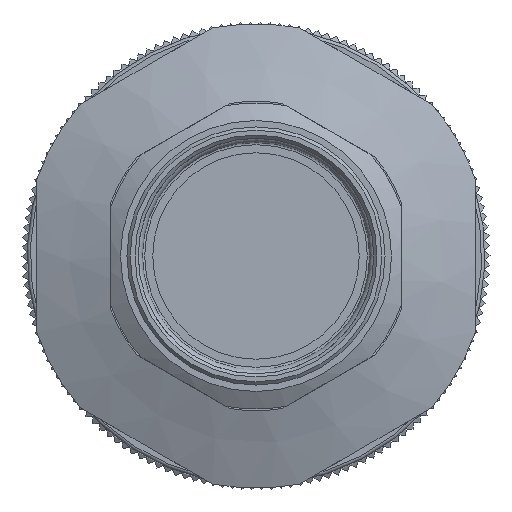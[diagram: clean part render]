
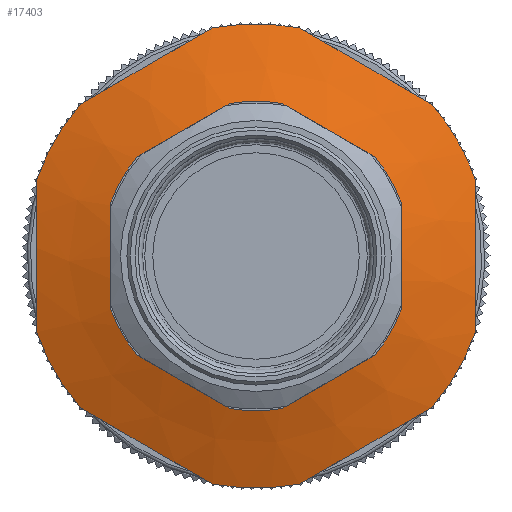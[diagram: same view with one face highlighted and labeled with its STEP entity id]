
A CAD part, left-side view. The second image highlights one B-rep face of the part: STEP entity #17403.
In plain terms, the highlighted conical face has half-angle 70 degrees and reference radius 29.05 mm.
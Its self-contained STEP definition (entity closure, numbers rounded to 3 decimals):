
#616=(
BOUNDED_CURVE()
B_SPLINE_CURVE(2,(#36561,#36562,#36563),.UNSPECIFIED.,.F.,.F.)
B_SPLINE_CURVE_WITH_KNOTS((3,3),(0.,2.371),.UNSPECIFIED.)
CURVE()
GEOMETRIC_REPRESENTATION_ITEM()
RATIONAL_B_SPLINE_CURVE((1.,1.059,1.))
REPRESENTATION_ITEM('')
);
#618=(
BOUNDED_CURVE()
B_SPLINE_CURVE(2,(#36574,#36575,#36576),.UNSPECIFIED.,.F.,.F.)
B_SPLINE_CURVE_WITH_KNOTS((3,3),(0.,2.371),.UNSPECIFIED.)
CURVE()
GEOMETRIC_REPRESENTATION_ITEM()
RATIONAL_B_SPLINE_CURVE((1.,1.059,1.))
REPRESENTATION_ITEM('')
);
#620=(
BOUNDED_CURVE()
B_SPLINE_CURVE(2,(#36587,#36588,#36589),.UNSPECIFIED.,.F.,.F.)
B_SPLINE_CURVE_WITH_KNOTS((3,3),(0.,2.371),.UNSPECIFIED.)
CURVE()
GEOMETRIC_REPRESENTATION_ITEM()
RATIONAL_B_SPLINE_CURVE((1.,1.059,1.))
REPRESENTATION_ITEM('')
);
#622=(
BOUNDED_CURVE()
B_SPLINE_CURVE(2,(#36600,#36601,#36602),.UNSPECIFIED.,.F.,.F.)
B_SPLINE_CURVE_WITH_KNOTS((3,3),(0.,2.371),.UNSPECIFIED.)
CURVE()
GEOMETRIC_REPRESENTATION_ITEM()
RATIONAL_B_SPLINE_CURVE((1.,1.059,1.))
REPRESENTATION_ITEM('')
);
#624=(
BOUNDED_CURVE()
B_SPLINE_CURVE(2,(#36613,#36614,#36615),.UNSPECIFIED.,.F.,.F.)
B_SPLINE_CURVE_WITH_KNOTS((3,3),(0.,2.371),.UNSPECIFIED.)
CURVE()
GEOMETRIC_REPRESENTATION_ITEM()
RATIONAL_B_SPLINE_CURVE((1.,1.059,1.))
REPRESENTATION_ITEM('')
);
#626=(
BOUNDED_CURVE()
B_SPLINE_CURVE(2,(#36626,#36627,#36628),.UNSPECIFIED.,.F.,.F.)
B_SPLINE_CURVE_WITH_KNOTS((3,3),(0.,2.371),.UNSPECIFIED.)
CURVE()
GEOMETRIC_REPRESENTATION_ITEM()
RATIONAL_B_SPLINE_CURVE((1.,1.059,1.))
REPRESENTATION_ITEM('')
);
#2573=LINE('',#36664,#3524);
#3524=VECTOR('',#20901,29.05);
#3584=CONICAL_SURFACE('',#18275,29.05,1.222);
#5426=FACE_OUTER_BOUND('',#6398,.T.);
#6398=EDGE_LOOP('',(#15735,#15736,#15737,#15738,#15739,#15740,#15741,#15742,
#15743,#15744,#15745,#15746,#15747,#15748,#15749,#15750,#15751));
#6692=CIRCLE('',#18228,22.1);
#6693=CIRCLE('',#18229,22.1);
#6705=CIRCLE('',#18265,36.);
#6706=CIRCLE('',#18266,36.);
#6707=CIRCLE('',#18268,36.);
#6708=CIRCLE('',#18270,36.);
#6709=CIRCLE('',#18272,36.);
#6710=CIRCLE('',#18274,36.);
#6711=CIRCLE('',#18276,36.);
#8346=VERTEX_POINT('',#36533);
#8347=VERTEX_POINT('',#36534);
#8350=VERTEX_POINT('',#36559);
#8351=VERTEX_POINT('',#36560);
#8354=VERTEX_POINT('',#36572);
#8355=VERTEX_POINT('',#36573);
#8358=VERTEX_POINT('',#36585);
#8359=VERTEX_POINT('',#36586);
#8362=VERTEX_POINT('',#36598);
#8363=VERTEX_POINT('',#36599);
#8366=VERTEX_POINT('',#36611);
#8367=VERTEX_POINT('',#36612);
#8370=VERTEX_POINT('',#36624);
#8371=VERTEX_POINT('',#36625);
#8377=VERTEX_POINT('',#36651);
#10813=EDGE_CURVE('',#8346,#8347,#6692,.T.);
#10814=EDGE_CURVE('',#8347,#8346,#6693,.T.);
#10818=EDGE_CURVE('',#8350,#8351,#616,.T.);
#10822=EDGE_CURVE('',#8354,#8355,#618,.T.);
#10826=EDGE_CURVE('',#8358,#8359,#620,.T.);
#10830=EDGE_CURVE('',#8362,#8363,#622,.T.);
#10834=EDGE_CURVE('',#8366,#8367,#624,.T.);
#10838=EDGE_CURVE('',#8370,#8371,#626,.T.);
#10852=EDGE_CURVE('',#8350,#8377,#6705,.T.);
#10853=EDGE_CURVE('',#8377,#8371,#6706,.T.);
#10854=EDGE_CURVE('',#8370,#8367,#6707,.T.);
#10855=EDGE_CURVE('',#8366,#8363,#6708,.T.);
#10856=EDGE_CURVE('',#8362,#8359,#6709,.T.);
#10857=EDGE_CURVE('',#8358,#8355,#6710,.T.);
#10858=EDGE_CURVE('',#8354,#8351,#6711,.T.);
#10859=EDGE_CURVE('',#8377,#8347,#2573,.T.);
#15735=ORIENTED_EDGE('',*,*,#10818,.T.);
#15736=ORIENTED_EDGE('',*,*,#10858,.F.);
#15737=ORIENTED_EDGE('',*,*,#10822,.T.);
#15738=ORIENTED_EDGE('',*,*,#10857,.F.);
#15739=ORIENTED_EDGE('',*,*,#10826,.T.);
#15740=ORIENTED_EDGE('',*,*,#10856,.F.);
#15741=ORIENTED_EDGE('',*,*,#10830,.T.);
#15742=ORIENTED_EDGE('',*,*,#10855,.F.);
#15743=ORIENTED_EDGE('',*,*,#10834,.T.);
#15744=ORIENTED_EDGE('',*,*,#10854,.F.);
#15745=ORIENTED_EDGE('',*,*,#10838,.T.);
#15746=ORIENTED_EDGE('',*,*,#10853,.F.);
#15747=ORIENTED_EDGE('',*,*,#10859,.T.);
#15748=ORIENTED_EDGE('',*,*,#10814,.T.);
#15749=ORIENTED_EDGE('',*,*,#10813,.T.);
#15750=ORIENTED_EDGE('',*,*,#10859,.F.);
#15751=ORIENTED_EDGE('',*,*,#10852,.F.);
#17403=ADVANCED_FACE('',(#5426),#3584,.T.);
#18228=AXIS2_PLACEMENT_3D('',#36535,#20789,#20790);
#18229=AXIS2_PLACEMENT_3D('',#36536,#20791,#20792);
#18265=AXIS2_PLACEMENT_3D('',#36652,#20877,#20878);
#18266=AXIS2_PLACEMENT_3D('',#36653,#20879,#20880);
#18268=AXIS2_PLACEMENT_3D('',#36655,#20883,#20884);
#18270=AXIS2_PLACEMENT_3D('',#36657,#20887,#20888);
#18272=AXIS2_PLACEMENT_3D('',#36659,#20891,#20892);
#18274=AXIS2_PLACEMENT_3D('',#36661,#20895,#20896);
#18275=AXIS2_PLACEMENT_3D('',#36662,#20897,#20898);
#18276=AXIS2_PLACEMENT_3D('',#36663,#20899,#20900);
#20789=DIRECTION('center_axis',(1.,0.,0.));
#20790=DIRECTION('ref_axis',(0.,-0.5,-0.866));
#20791=DIRECTION('center_axis',(1.,0.,0.));
#20792=DIRECTION('ref_axis',(0.,-0.5,-0.866));
#20877=DIRECTION('center_axis',(1.,0.,0.));
#20878=DIRECTION('ref_axis',(0.,-0.5,-0.866));
#20879=DIRECTION('center_axis',(1.,0.,0.));
#20880=DIRECTION('ref_axis',(0.,-0.5,-0.866));
#20883=DIRECTION('center_axis',(1.,0.,0.));
#20884=DIRECTION('ref_axis',(0.,-0.5,-0.866));
#20887=DIRECTION('center_axis',(1.,0.,0.));
#20888=DIRECTION('ref_axis',(0.,-0.5,-0.866));
#20891=DIRECTION('center_axis',(1.,0.,0.));
#20892=DIRECTION('ref_axis',(0.,-0.5,-0.866));
#20895=DIRECTION('center_axis',(1.,0.,0.));
#20896=DIRECTION('ref_axis',(0.,-0.5,-0.866));
#20897=DIRECTION('center_axis',(1.,0.,0.));
#20898=DIRECTION('ref_axis',(0.,0.866,-0.5));
#20899=DIRECTION('center_axis',(1.,0.,0.));
#20900=DIRECTION('ref_axis',(0.,-0.5,-0.866));
#20901=DIRECTION('',(-0.342,0.814,-0.47));
#36533=CARTESIAN_POINT('',(26.097,16.381,-11.05));
#36534=CARTESIAN_POINT('',(26.097,-21.897,11.05));
#36535=CARTESIAN_POINT('Origin',(26.097,-2.758,0.));
#36536=CARTESIAN_POINT('Origin',(26.097,-2.758,0.));
#36559=CARTESIAN_POINT('',(31.156,-30.005,23.529));
#36560=CARTESIAN_POINT('',(31.156,-9.511,35.361));
#36561=CARTESIAN_POINT('Ctrl Pts',(31.156,-30.005,23.529));
#36562=CARTESIAN_POINT('Ctrl Pts',(29.741,-19.758,29.445));
#36563=CARTESIAN_POINT('Ctrl Pts',(31.156,-9.511,35.361));
#36572=CARTESIAN_POINT('',(31.156,3.995,35.361));
#36573=CARTESIAN_POINT('',(31.156,24.489,23.529));
#36574=CARTESIAN_POINT('Ctrl Pts',(31.156,3.995,35.361));
#36575=CARTESIAN_POINT('Ctrl Pts',(29.741,14.242,29.445));
#36576=CARTESIAN_POINT('Ctrl Pts',(31.156,24.489,23.529));
#36585=CARTESIAN_POINT('',(31.156,31.242,11.832));
#36586=CARTESIAN_POINT('',(31.156,31.242,-11.832));
#36587=CARTESIAN_POINT('Ctrl Pts',(31.156,31.242,11.832));
#36588=CARTESIAN_POINT('Ctrl Pts',(29.741,31.242,0.));
#36589=CARTESIAN_POINT('Ctrl Pts',(31.156,31.242,-11.832));
#36598=CARTESIAN_POINT('',(31.156,24.489,-23.529));
#36599=CARTESIAN_POINT('',(31.156,3.995,-35.361));
#36600=CARTESIAN_POINT('Ctrl Pts',(31.156,24.489,-23.529));
#36601=CARTESIAN_POINT('Ctrl Pts',(29.741,14.242,-29.445));
#36602=CARTESIAN_POINT('Ctrl Pts',(31.156,3.995,-35.361));
#36611=CARTESIAN_POINT('',(31.156,-9.511,-35.361));
#36612=CARTESIAN_POINT('',(31.156,-30.005,-23.529));
#36613=CARTESIAN_POINT('Ctrl Pts',(31.156,-9.511,-35.361));
#36614=CARTESIAN_POINT('Ctrl Pts',(29.741,-19.758,-29.445));
#36615=CARTESIAN_POINT('Ctrl Pts',(31.156,-30.005,-23.529));
#36624=CARTESIAN_POINT('',(31.156,-36.758,-11.832));
#36625=CARTESIAN_POINT('',(31.156,-36.758,11.832));
#36626=CARTESIAN_POINT('Ctrl Pts',(31.156,-36.758,-11.832));
#36627=CARTESIAN_POINT('Ctrl Pts',(29.741,-36.758,0.));
#36628=CARTESIAN_POINT('Ctrl Pts',(31.156,-36.758,11.832));
#36651=CARTESIAN_POINT('',(31.156,-33.935,18.));
#36652=CARTESIAN_POINT('Origin',(31.156,-2.758,0.));
#36653=CARTESIAN_POINT('Origin',(31.156,-2.758,0.));
#36655=CARTESIAN_POINT('Origin',(31.156,-2.758,0.));
#36657=CARTESIAN_POINT('Origin',(31.156,-2.758,0.));
#36659=CARTESIAN_POINT('Origin',(31.156,-2.758,0.));
#36661=CARTESIAN_POINT('Origin',(31.156,-2.758,0.));
#36662=CARTESIAN_POINT('Origin',(28.627,-2.758,0.));
#36663=CARTESIAN_POINT('Origin',(31.156,-2.758,0.));
#36664=CARTESIAN_POINT('',(28.627,-27.916,14.525));
